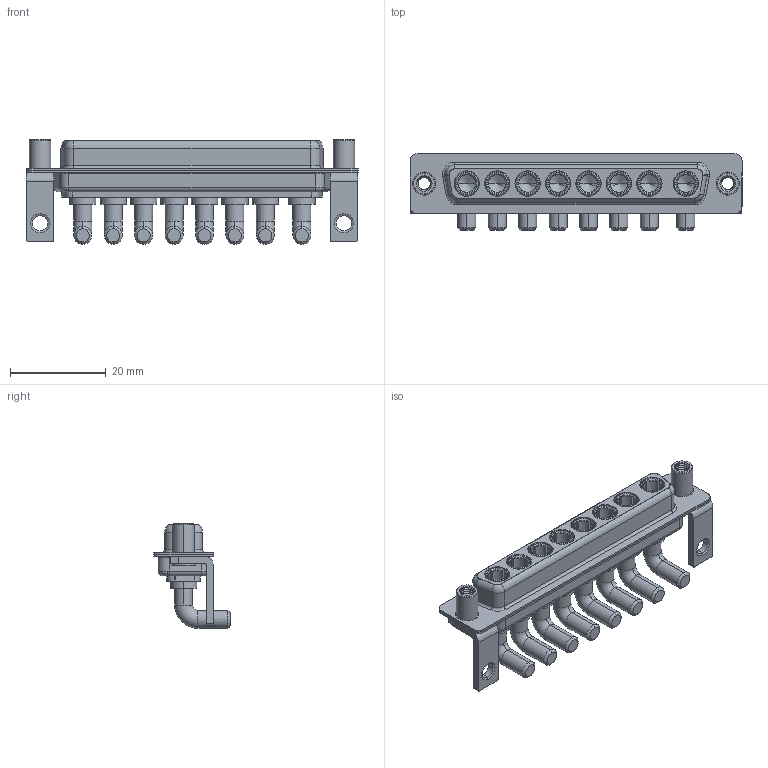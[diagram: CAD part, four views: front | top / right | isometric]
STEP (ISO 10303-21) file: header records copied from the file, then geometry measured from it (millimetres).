
FILE_DESCRIPTION (( 'STEP AP203' ), '1' );
FILE_NAME ('630-8W8-240-4T6.STEP', '2022-06-03T03:25:20', ( '' ), ( '' ), 'SwSTEP 2.0', 'SolidWorks 2020', '' );
FILE_SCHEMA (( 'CONFIG_CONTROL_DESIGN' ));
Length unit declared in the file: millimetre
Products named in the file (7): 630Combo Shell Rear_37 Contacts; 630Combo Shell Front_37 Contacts; 630Combo Stabilizer Bracket; 630-8W8-240-4T6; 630Combo Threaded Standoff_D; Power Socket_40A RA; 630Combo Housing_8W8
Assembly tree (15 placements, depth 2):
  630-8W8-240-4T6
    630Combo Housing_8W8
    630Combo Shell Front_37 Contacts
    630Combo Shell Rear_37 Contacts
    630Combo Stabilizer Bracket  x2
    630Combo Threaded Standoff_D  x2
    Power Socket_40A RA  x8
Bounding box: 69.4 x 16 x 21.88 mm (x, y, z)
Volume: 6642.9 mm3; surface area: 13667.7 mm2
Topology: 23 solids, 23 shells, 1001 faces, 2603 edges, 1669 vertices
Faces by surface type: cylinder 409, plane 321, cone 152, torus 105, bspline 14
Entity records: 15715 total; most frequent: CARTESIAN_POINT 4843, DIRECTION 2167, ORIENTED_EDGE 2050, EDGE_CURVE 1025, AXIS2_PLACEMENT_3D 876, VERTEX_POINT 653, EDGE_LOOP 464, CIRCLE 454
